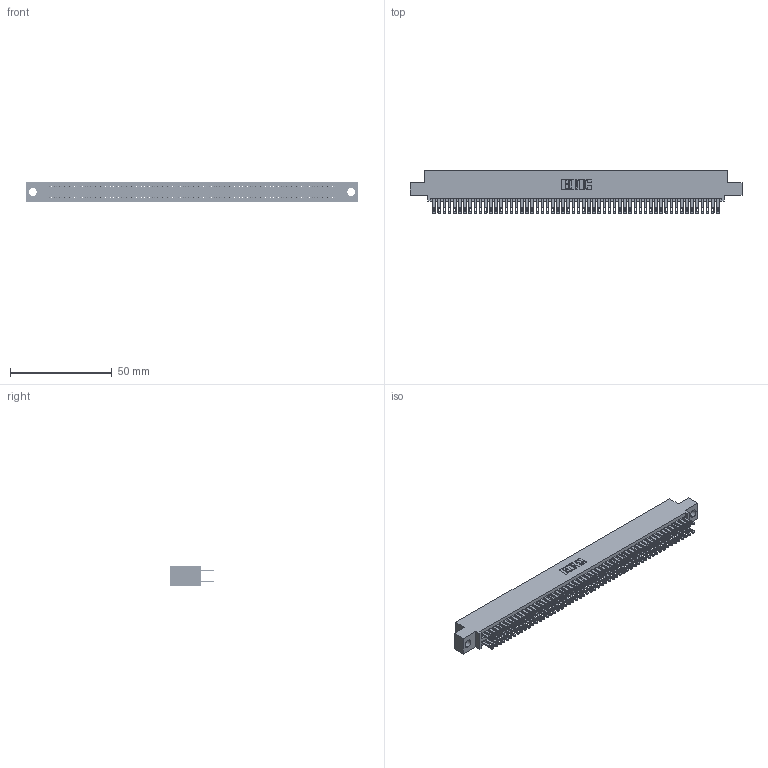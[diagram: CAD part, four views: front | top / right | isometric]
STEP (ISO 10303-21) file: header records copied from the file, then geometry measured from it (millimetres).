
FILE_DESCRIPTION (( 'STEP AP203' ), '1' );
FILE_NAME ('345-112-500-504.STEP', '2018-10-07T13:14:01', ( '' ), ( '' ), 'SwSTEP 2.0', 'SolidWorks 2016', '' );
FILE_SCHEMA (( 'CONFIG_CONTROL_DESIGN' ));
Length unit declared in the file: inch
Products named in the file (3): 345 Part_0.110 Offset - 0.156 Dia-TH; 345-112-500-504; 345-292-001_345-293-100
Assembly tree (113 placements, depth 2):
  345-112-500-504
    345 Part_0.110 Offset - 0.156 Dia-TH
    345-292-001_345-293-100  x112
Bounding box: 163.45 x 21.51 x 9.4 mm (x, y, z)
Volume: 16188.6 mm3; surface area: 25250.9 mm2
Topology: 113 solids, 113 shells, 5282 faces, 16145 edges, 10762 vertices
Faces by surface type: plane 3108, cylinder 2174
Entity records: 42119 total; most frequent: CARTESIAN_POINT 7048, ORIENTED_EDGE 6982, DIRECTION 6199, EDGE_CURVE 3491, LINE 3131, VECTOR 3131, VERTEX_POINT 2326, AXIS2_PLACEMENT_3D 1534
